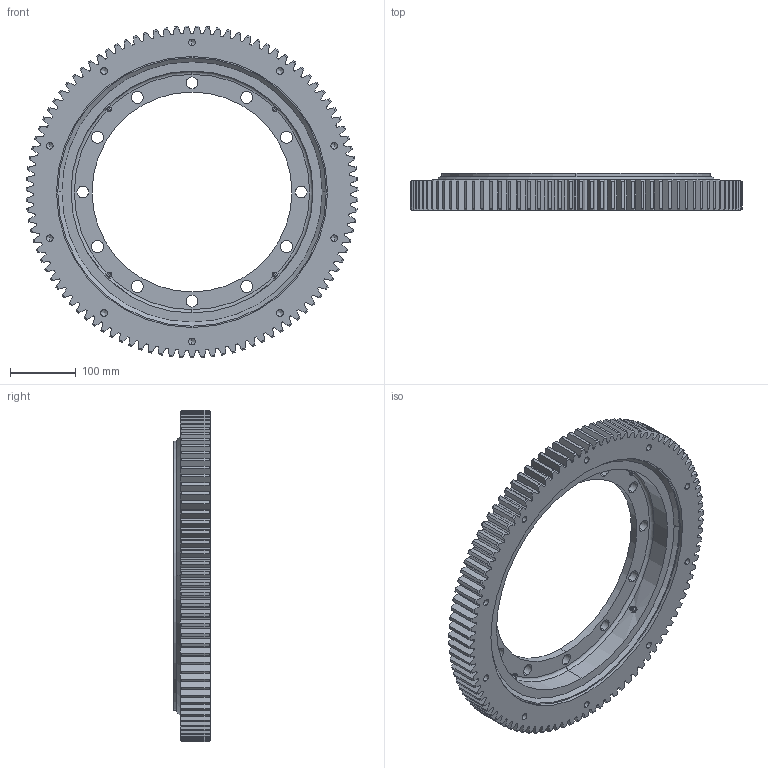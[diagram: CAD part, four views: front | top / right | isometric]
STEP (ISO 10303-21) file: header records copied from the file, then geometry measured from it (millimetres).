
FILE_DESCRIPTION (( 'STEP AP203' ), '1' );
FILE_NAME ('21-0411-01.STEP', '2017-12-27T14:36:13', ( 'defontaine' ), ( 'Hewlett-Packard Company' ), 'SwSTEP 2.0', 'SolidWorks 2016', '' );
FILE_SCHEMA (( 'CONFIG_CONTROL_DESIGN' ));
Length unit declared in the file: millimetre
Products named in the file (1): 21-0411-01
Bounding box: 504.99 x 56 x 504.93 mm (x, y, z)
Volume: 3838038.1 mm3; surface area: 677084.5 mm2
Topology: 9 solids, 9 shells, 821 faces, 2303 edges, 1503 vertices
Faces by surface type: cylinder 279, plane 253, cone 251, torus 28, sphere 10
Entity records: 27491 total; most frequent: CARTESIAN_POINT 6302, ORIENTED_EDGE 4556, DIRECTION 4378, EDGE_CURVE 2278, AXIS2_PLACEMENT_3D 1690, VERTEX_POINT 1500, LINE 998, VECTOR 998
